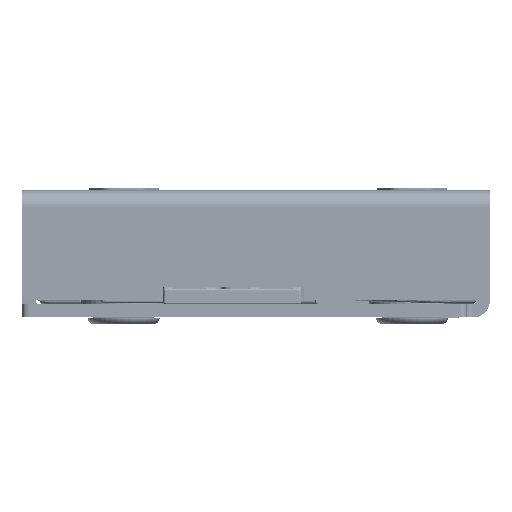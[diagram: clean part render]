
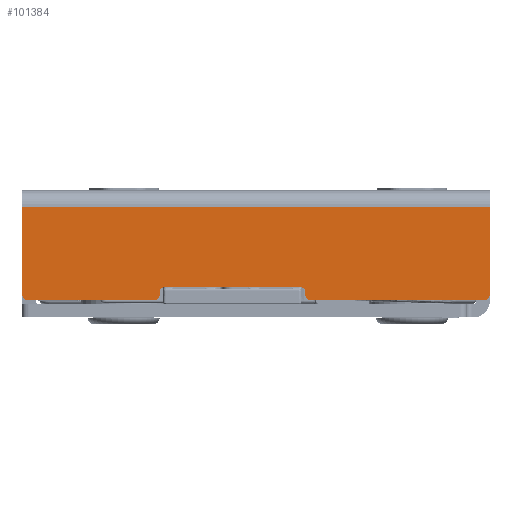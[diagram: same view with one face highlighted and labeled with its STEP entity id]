
A CAD part, left-side view. The second image highlights one B-rep face of the part: STEP entity #101384.
In plain terms, the highlighted planar face has unit normal (-1, 0, 0).
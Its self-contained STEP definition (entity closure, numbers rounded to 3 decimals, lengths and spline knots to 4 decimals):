
#5794=PLANE('',#107861);
#9793=FACE_OUTER_BOUND('',#15542,.T.);
#15542=EDGE_LOOP('',(#76220,#76221,#76222,#76223,#76224,#76225,#76226,#76227,
#76228,#76229,#76230,#76231,#76232,#76233));
#20245=CIRCLE('',#107843,0.0197);
#20247=CIRCLE('',#107847,0.0197);
#20249=CIRCLE('',#107851,0.0394);
#20254=CIRCLE('',#107858,0.0394);
#20255=CIRCLE('',#107862,0.0394);
#20256=CIRCLE('',#107863,0.0394);
#25549=LINE('',#163974,#35214);
#25555=LINE('',#163989,#35220);
#25565=LINE('',#164021,#35230);
#25566=LINE('',#164024,#35231);
#25568=LINE('',#164028,#35233);
#25569=LINE('',#164032,#35234);
#25570=LINE('',#164034,#35235);
#25571=LINE('',#164036,#35236);
#35214=VECTOR('',#121986,0.3937);
#35220=VECTOR('',#122000,0.3937);
#35230=VECTOR('',#122030,0.3937);
#35231=VECTOR('',#122033,0.3937);
#35233=VECTOR('',#122037,0.3937);
#35234=VECTOR('',#122040,0.3937);
#35235=VECTOR('',#122041,0.3937);
#35236=VECTOR('',#122042,0.3937);
#45346=VERTEX_POINT('',#163964);
#45347=VERTEX_POINT('',#163965);
#45350=VERTEX_POINT('',#163973);
#45352=VERTEX_POINT('',#163979);
#45353=VERTEX_POINT('',#163980);
#45356=VERTEX_POINT('',#163991);
#45366=VERTEX_POINT('',#164015);
#45367=VERTEX_POINT('',#164017);
#45368=VERTEX_POINT('',#164023);
#45369=VERTEX_POINT('',#164027);
#45370=VERTEX_POINT('',#164029);
#45371=VERTEX_POINT('',#164031);
#45372=VERTEX_POINT('',#164033);
#45373=VERTEX_POINT('',#164035);
#56543=EDGE_CURVE('',#45346,#45347,#20245,.T.);
#56547=EDGE_CURVE('',#45350,#45347,#25549,.T.);
#56550=EDGE_CURVE('',#45352,#45353,#20247,.T.);
#56555=EDGE_CURVE('',#45346,#45353,#25555,.T.);
#56556=EDGE_CURVE('',#45350,#45356,#20249,.T.);
#56569=EDGE_CURVE('',#45366,#45367,#20254,.T.);
#56571=EDGE_CURVE('',#45352,#45367,#25565,.T.);
#56572=EDGE_CURVE('',#45356,#45368,#25566,.T.);
#56574=EDGE_CURVE('',#45369,#45366,#25568,.T.);
#56575=EDGE_CURVE('',#45370,#45369,#20255,.T.);
#56576=EDGE_CURVE('',#45371,#45370,#25569,.T.);
#56577=EDGE_CURVE('',#45372,#45371,#25570,.T.);
#56578=EDGE_CURVE('',#45372,#45373,#25571,.T.);
#56579=EDGE_CURVE('',#45368,#45373,#20256,.T.);
#76220=ORIENTED_EDGE('',*,*,#56556,.F.);
#76221=ORIENTED_EDGE('',*,*,#56547,.T.);
#76222=ORIENTED_EDGE('',*,*,#56543,.F.);
#76223=ORIENTED_EDGE('',*,*,#56555,.T.);
#76224=ORIENTED_EDGE('',*,*,#56550,.F.);
#76225=ORIENTED_EDGE('',*,*,#56571,.T.);
#76226=ORIENTED_EDGE('',*,*,#56569,.F.);
#76227=ORIENTED_EDGE('',*,*,#56574,.F.);
#76228=ORIENTED_EDGE('',*,*,#56575,.F.);
#76229=ORIENTED_EDGE('',*,*,#56576,.F.);
#76230=ORIENTED_EDGE('',*,*,#56577,.F.);
#76231=ORIENTED_EDGE('',*,*,#56578,.T.);
#76232=ORIENTED_EDGE('',*,*,#56579,.F.);
#76233=ORIENTED_EDGE('',*,*,#56572,.F.);
#101384=ADVANCED_FACE('',(#9793),#5794,.T.);
#107843=AXIS2_PLACEMENT_3D('',#163966,#121978,#121979);
#107847=AXIS2_PLACEMENT_3D('',#163981,#121991,#121992);
#107851=AXIS2_PLACEMENT_3D('',#163992,#122003,#122004);
#107858=AXIS2_PLACEMENT_3D('',#164018,#122025,#122026);
#107861=AXIS2_PLACEMENT_3D('',#164026,#122035,#122036);
#107862=AXIS2_PLACEMENT_3D('',#164030,#122038,#122039);
#107863=AXIS2_PLACEMENT_3D('',#164037,#122043,#122044);
#121978=DIRECTION('center_axis',(-1.,0.,0.));
#121979=DIRECTION('ref_axis',(0.,0.707,0.707));
#121986=DIRECTION('',(0.,0.,1.));
#121991=DIRECTION('center_axis',(-1.,0.,0.));
#121992=DIRECTION('ref_axis',(0.,-0.707,0.707));
#122000=DIRECTION('',(0.,-1.,0.));
#122003=DIRECTION('center_axis',(1.,0.,0.));
#122004=DIRECTION('ref_axis',(0.,-0.707,-0.707));
#122025=DIRECTION('center_axis',(1.,0.,0.));
#122026=DIRECTION('ref_axis',(0.,0.707,-0.707));
#122030=DIRECTION('',(0.,0.,-1.));
#122033=DIRECTION('',(0.,1.,0.));
#122035=DIRECTION('center_axis',(-1.,0.,0.));
#122036=DIRECTION('ref_axis',(0.,1.,0.));
#122037=DIRECTION('',(0.,1.,0.));
#122038=DIRECTION('center_axis',(1.,0.,0.));
#122039=DIRECTION('ref_axis',(0.,-0.707,-0.707));
#122040=DIRECTION('',(0.,0.,-1.));
#122041=DIRECTION('',(0.,-1.,0.));
#122042=DIRECTION('',(0.,0.,-1.));
#122043=DIRECTION('center_axis',(1.,0.,0.));
#122044=DIRECTION('ref_axis',(0.,0.707,-0.707));
#163964=CARTESIAN_POINT('',(-1.2008,-0.2293,0.0956));
#163965=CARTESIAN_POINT('',(-1.2008,-0.2096,0.0759));
#163966=CARTESIAN_POINT('Origin',(-1.2008,-0.2293,0.0759));
#163973=CARTESIAN_POINT('',(-1.2008,-0.2096,0.0591));
#163974=CARTESIAN_POINT('',(-1.2008,-0.2096,0.3396));
#163979=CARTESIAN_POINT('',(-1.2008,-1.0514,0.0759));
#163980=CARTESIAN_POINT('',(-1.2008,-1.0318,0.0956));
#163981=CARTESIAN_POINT('Origin',(-1.2008,-1.0318,0.0759));
#163989=CARTESIAN_POINT('',(-1.2008,-1.1678,0.0956));
#163991=CARTESIAN_POINT('',(-1.2008,-0.1702,0.0197));
#163992=CARTESIAN_POINT('Origin',(-1.2008,-0.1702,0.0591));
#164015=CARTESIAN_POINT('',(-1.2008,-1.0908,0.0197));
#164017=CARTESIAN_POINT('',(-1.2008,-1.0514,0.0591));
#164018=CARTESIAN_POINT('Origin',(-1.2008,-1.0908,0.0591));
#164021=CARTESIAN_POINT('',(-1.2008,-1.0514,0.3775));
#164023=CARTESIAN_POINT('',(-1.2008,0.5512,0.0197));
#164024=CARTESIAN_POINT('',(-1.2008,0.5906,0.0197));
#164026=CARTESIAN_POINT('Origin',(-1.2008,-2.126,0.6594));
#164027=CARTESIAN_POINT('',(-1.2008,-2.0866,0.0197));
#164028=CARTESIAN_POINT('',(-1.2008,0.5906,0.0197));
#164029=CARTESIAN_POINT('',(-1.2008,-2.126,0.0591));
#164030=CARTESIAN_POINT('Origin',(-1.2008,-2.0866,0.0591));
#164031=CARTESIAN_POINT('',(-1.2008,-2.126,0.561));
#164032=CARTESIAN_POINT('',(-1.2008,-2.126,0.6594));
#164033=CARTESIAN_POINT('',(-1.2008,0.5906,0.561));
#164034=CARTESIAN_POINT('',(-1.2008,-1.407,0.561));
#164035=CARTESIAN_POINT('',(-1.2008,0.5906,0.0591));
#164036=CARTESIAN_POINT('',(-1.2008,0.5906,0.6594));
#164037=CARTESIAN_POINT('Origin',(-1.2008,0.5512,0.0591));
